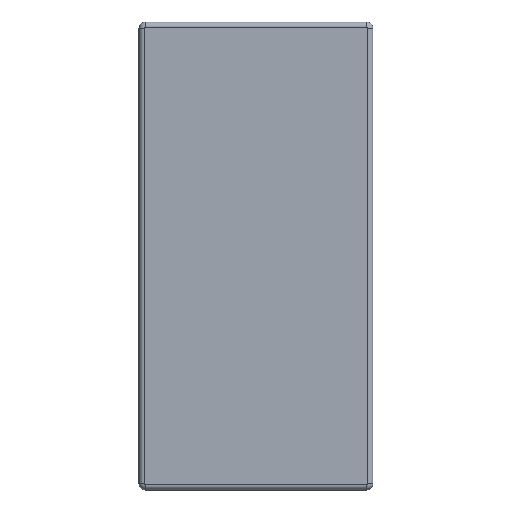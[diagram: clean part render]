
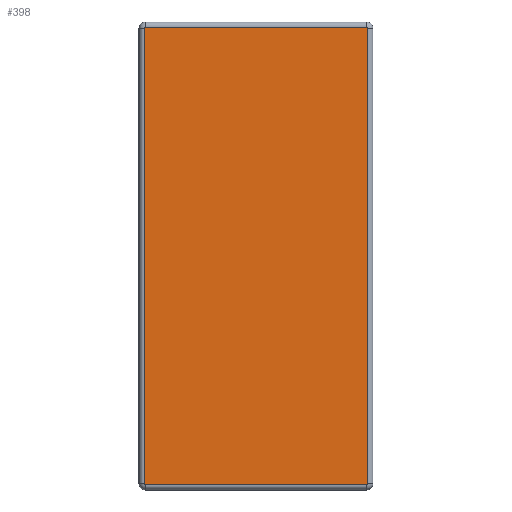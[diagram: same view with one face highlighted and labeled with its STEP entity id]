
A CAD part, front view. The second image highlights one B-rep face of the part: STEP entity #398.
In plain terms, the highlighted planar face has unit normal (0, -1, 0).
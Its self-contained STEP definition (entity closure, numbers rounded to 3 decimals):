
#380 = ORIENTED_EDGE ( 'NONE', *, *, #449, .T. ) ;
#381 = EDGE_CURVE ( 'NONE', #385, #393, #1207, .T. ) ;
#382 = ORIENTED_EDGE ( 'NONE', *, *, #384, .T. ) ;
#383 = EDGE_CURVE ( 'NONE', #388, #391, #1194, .T. ) ;
#384 = EDGE_CURVE ( 'NONE', #385, #391, #1192, .T. ) ;
#385 = VERTEX_POINT ( 'NONE', #1199 ) ;
#386 = EDGE_CURVE ( 'NONE', #387, #393, #1246, .T. ) ;
#387 = VERTEX_POINT ( 'NONE', #1191 ) ;
#388 = VERTEX_POINT ( 'NONE', #1182 ) ;
#389 = EDGE_CURVE ( 'NONE', #387, #402, #1185, .T. ) ;
#390 = ORIENTED_EDGE ( 'NONE', *, *, #383, .F. ) ;
#391 = VERTEX_POINT ( 'NONE', #1237 ) ;
#393 = VERTEX_POINT ( 'NONE', #1241 ) ;
#394 = ORIENTED_EDGE ( 'NONE', *, *, #381, .F. ) ;
#397 = ORIENTED_EDGE ( 'NONE', *, *, #386, .T. ) ;
#398 = ADVANCED_FACE ( 'NONE', ( #1238 ), #1239, .T. ) ;
#399 = EDGE_LOOP ( 'NONE', ( #400, #397, #394, #382, #390, #380, #448, #446 ) ) ;
#400 = ORIENTED_EDGE ( 'NONE', *, *, #389, .F. ) ;
#402 = VERTEX_POINT ( 'NONE', #1236 ) ;
#414 = EDGE_CURVE ( 'NONE', #447, #402, #1264, .T. ) ;
#444 = EDGE_CURVE ( 'NONE', #447, #450, #1319, .T. ) ;
#446 = ORIENTED_EDGE ( 'NONE', *, *, #414, .T. ) ;
#447 = VERTEX_POINT ( 'NONE', #1316 ) ;
#448 = ORIENTED_EDGE ( 'NONE', *, *, #444, .F. ) ;
#449 = EDGE_CURVE ( 'NONE', #388, #450, #1310, .T. ) ;
#450 = VERTEX_POINT ( 'NONE', #1364 ) ;
#1182 = CARTESIAN_POINT ( 'NONE',  ( -42.5, 0., -88. ) ) ;
#1183 = DIRECTION ( 'NONE',  ( 0., 0., -1. ) ) ;
#1184 = VECTOR ( 'NONE', #1183, 1000. ) ;
#1185 = CIRCLE ( 'NONE', #1242, 0.5 ) ;
#1186 = DIRECTION ( 'NONE',  ( 0., 0., -1. ) ) ;
#1187 = DIRECTION ( 'NONE',  ( 0., 1., 0. ) ) ;
#1188 = CARTESIAN_POINT ( 'NONE',  ( -42.5, 0., -87.5 ) ) ;
#1189 = AXIS2_PLACEMENT_3D ( 'NONE', #1188, #1187, #1186 ) ;
#1190 = CARTESIAN_POINT ( 'NONE',  ( -43., 0., -90. ) ) ;
#1191 = CARTESIAN_POINT ( 'NONE',  ( 42.5, 0., 88. ) ) ;
#1192 = LINE ( 'NONE', #1190, #1184 ) ;
#1193 = DIRECTION ( 'NONE',  ( 0., 0., -1. ) ) ;
#1194 = CIRCLE ( 'NONE', #1189, 0.5 ) ;
#1198 = CARTESIAN_POINT ( 'NONE',  ( -42.5, 0., 87.5 ) ) ;
#1199 = CARTESIAN_POINT ( 'NONE',  ( -43., 0., 87.5 ) ) ;
#1206 = AXIS2_PLACEMENT_3D ( 'NONE', #1198, #1209, #1193 ) ;
#1207 = CIRCLE ( 'NONE', #1206, 0.5 ) ;
#1209 = DIRECTION ( 'NONE',  ( 0., 1., 0. ) ) ;
#1220 = DIRECTION ( 'NONE',  ( 0., 0., -1. ) ) ;
#1221 = DIRECTION ( 'NONE',  ( 0., -1., 0. ) ) ;
#1222 = CARTESIAN_POINT ( 'NONE',  ( -45., 0., -90. ) ) ;
#1232 = AXIS2_PLACEMENT_3D ( 'NONE', #1222, #1221, #1220 ) ;
#1233 = DIRECTION ( 'NONE',  ( 0., 0., -1. ) ) ;
#1234 = DIRECTION ( 'NONE',  ( 0., 1., 0. ) ) ;
#1235 = CARTESIAN_POINT ( 'NONE',  ( 42.5, 0., 87.5 ) ) ;
#1236 = CARTESIAN_POINT ( 'NONE',  ( 43., 0., 87.5 ) ) ;
#1237 = CARTESIAN_POINT ( 'NONE',  ( -43., 0., -87.5 ) ) ;
#1238 = FACE_OUTER_BOUND ( 'NONE', #399, .T. ) ;
#1239 = PLANE ( 'NONE',  #1232 ) ;
#1241 = CARTESIAN_POINT ( 'NONE',  ( -42.5, 0., 88. ) ) ;
#1242 = AXIS2_PLACEMENT_3D ( 'NONE', #1235, #1234, #1233 ) ;
#1243 = DIRECTION ( 'NONE',  ( -1., 0., 0. ) ) ;
#1244 = VECTOR ( 'NONE', #1243, 1000. ) ;
#1245 = CARTESIAN_POINT ( 'NONE',  ( -45., 0., 88. ) ) ;
#1246 = LINE ( 'NONE', #1245, #1244 ) ;
#1260 = DIRECTION ( 'NONE',  ( 0., 0., 1. ) ) ;
#1261 = VECTOR ( 'NONE', #1260, 1000. ) ;
#1262 = CARTESIAN_POINT ( 'NONE',  ( 43., 0., 90. ) ) ;
#1264 = LINE ( 'NONE', #1262, #1261 ) ;
#1308 = DIRECTION ( 'NONE',  ( 1., 0., 0. ) ) ;
#1309 = VECTOR ( 'NONE', #1308, 1000. ) ;
#1310 = LINE ( 'NONE', #1312, #1309 ) ;
#1312 = CARTESIAN_POINT ( 'NONE',  ( 45., 0., -88. ) ) ;
#1313 = DIRECTION ( 'NONE',  ( 0., 0., -1. ) ) ;
#1314 = DIRECTION ( 'NONE',  ( 0., 1., 0. ) ) ;
#1316 = CARTESIAN_POINT ( 'NONE',  ( 43., 0., -87.5 ) ) ;
#1319 = CIRCLE ( 'NONE', #1324, 0.5 ) ;
#1324 = AXIS2_PLACEMENT_3D ( 'NONE', #1332, #1314, #1313 ) ;
#1332 = CARTESIAN_POINT ( 'NONE',  ( 42.5, 0., -87.5 ) ) ;
#1364 = CARTESIAN_POINT ( 'NONE',  ( 42.5, 0., -88. ) ) ;
